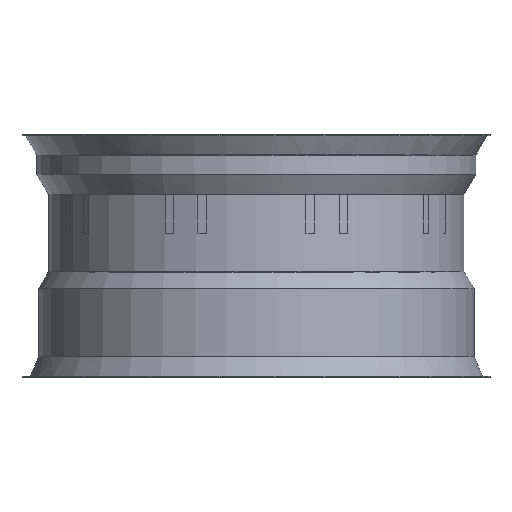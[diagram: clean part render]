
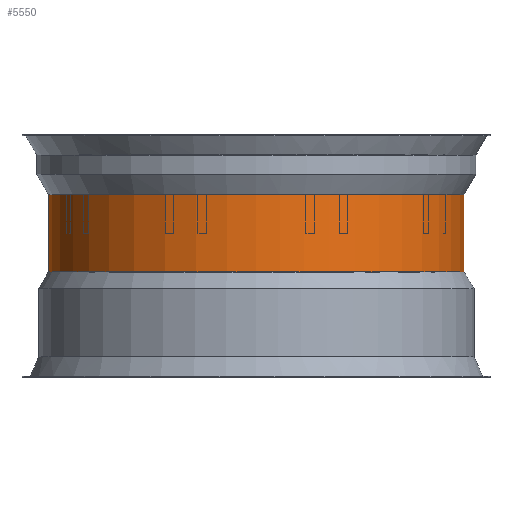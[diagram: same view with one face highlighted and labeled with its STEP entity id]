
A CAD part, front view. The second image highlights one B-rep face of the part: STEP entity #5550.
In plain terms, the highlighted free-form (B-spline) face has degree [2, 1] with [9, 2] control points.
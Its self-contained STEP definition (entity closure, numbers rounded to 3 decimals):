
#5513 = EDGE_CURVE('',#5514,#5514,#5516,.T.);
#5514 = VERTEX_POINT('',#5515);
#5515 = CARTESIAN_POINT('',(0.,-253.807,
    -73.237));
#5516 = ( BOUNDED_CURVE() B_SPLINE_CURVE(2,(#5517,#5518,#5519,#5520,
#5521,#5522,#5523),.UNSPECIFIED.,.T.,.F.) B_SPLINE_CURVE_WITH_KNOTS((3,2
    ,2,3),(1.571,3.665,5.76,7.854),
.PIECEWISE_BEZIER_KNOTS.) CURVE() GEOMETRIC_REPRESENTATION_ITEM() 
RATIONAL_B_SPLINE_CURVE((1.,0.5,1.,0.5,1.,0.5,1.)) REPRESENTATION_ITEM(
  '') );
#5517 = CARTESIAN_POINT('',(0.,-253.807,
    -73.237));
#5518 = CARTESIAN_POINT('',(-439.606,-253.807,
    -73.237));
#5519 = CARTESIAN_POINT('',(-219.803,126.903,
    -73.237));
#5520 = CARTESIAN_POINT('',(0.,507.613,
    -73.237));
#5521 = CARTESIAN_POINT('',(219.803,126.903,
    -73.237));
#5522 = CARTESIAN_POINT('',(439.606,-253.807,
    -73.237));
#5523 = CARTESIAN_POINT('',(0.,-253.807,
    -73.237));
#5550 = ADVANCED_FACE('',(#5551),#5572,.T.);
#5551 = FACE_BOUND('',#5552,.T.);
#5552 = EDGE_LOOP('',(#5553,#5565,#5570,#5571));
#5553 = ORIENTED_EDGE('',*,*,#5554,.F.);
#5554 = EDGE_CURVE('',#5555,#5555,#5557,.T.);
#5555 = VERTEX_POINT('',#5556);
#5556 = CARTESIAN_POINT('',(0.,-253.807,
    -167.35));
#5557 = ( BOUNDED_CURVE() B_SPLINE_CURVE(2,(#5558,#5559,#5560,#5561,
#5562,#5563,#5564),.UNSPECIFIED.,.T.,.F.) B_SPLINE_CURVE_WITH_KNOTS((3,2
    ,2,3),(1.571,3.665,5.76,7.854),
.PIECEWISE_BEZIER_KNOTS.) CURVE() GEOMETRIC_REPRESENTATION_ITEM() 
RATIONAL_B_SPLINE_CURVE((1.,0.5,1.,0.5,1.,0.5,1.)) REPRESENTATION_ITEM(
  '') );
#5558 = CARTESIAN_POINT('',(0.,-253.807,
    -167.35));
#5559 = CARTESIAN_POINT('',(-439.606,-253.807,
    -167.35));
#5560 = CARTESIAN_POINT('',(-219.803,126.903,
    -167.35));
#5561 = CARTESIAN_POINT('',(0.,507.613,
    -167.35));
#5562 = CARTESIAN_POINT('',(219.803,126.903,
    -167.35));
#5563 = CARTESIAN_POINT('',(439.606,-253.807,
    -167.35));
#5564 = CARTESIAN_POINT('',(0.,-253.807,
    -167.35));
#5565 = ORIENTED_EDGE('',*,*,#5566,.T.);
#5566 = EDGE_CURVE('',#5555,#5514,#5567,.T.);
#5567 = B_SPLINE_CURVE_WITH_KNOTS('',1,(#5568,#5569),.UNSPECIFIED.,.F.,
  .F.,(2,2),(-39.732,39.732),.PIECEWISE_BEZIER_KNOTS.);
#5568 = CARTESIAN_POINT('',(0.,-253.807,
    -167.35));
#5569 = CARTESIAN_POINT('',(0.,-253.807,
    -73.237));
#5570 = ORIENTED_EDGE('',*,*,#5513,.T.);
#5571 = ORIENTED_EDGE('',*,*,#5566,.F.);
#5572 = ( BOUNDED_SURFACE() B_SPLINE_SURFACE(2,1,(
    (#5573,#5574)
    ,(#5575,#5576)
    ,(#5577,#5578)
    ,(#5579,#5580)
    ,(#5581,#5582)
    ,(#5583,#5584)
    ,(#5585,#5586)
    ,(#5587,#5588)
    ,(#5589,#5590
)),.UNSPECIFIED.,.T.,.F.,.F.) B_SPLINE_SURFACE_WITH_KNOTS((3,2,2,2,3),(2
    ,2),(-3.142,-2.094,0.,2.094,3.142)
  ,(-39.732,39.732),.UNSPECIFIED.) 
GEOMETRIC_REPRESENTATION_ITEM() RATIONAL_B_SPLINE_SURFACE((
    (0.75,0.75)
    ,(0.75,0.75)
    ,(1.,1.)
    ,(0.5,0.5)
    ,(1.,1.)
    ,(0.5,0.5)
    ,(1.,1.)
    ,(0.75,0.75)
,(0.75,0.75))) REPRESENTATION_ITEM('') SURFACE() );
#5573 = CARTESIAN_POINT('',(0.,-253.807,-73.237));
#5574 = CARTESIAN_POINT('',(0.,-253.807,-167.35));
#5575 = CARTESIAN_POINT('',(-146.535,-253.807,
    -73.237));
#5576 = CARTESIAN_POINT('',(-146.535,-253.807,
    -167.35));
#5577 = CARTESIAN_POINT('',(-219.803,-126.903,
    -73.237));
#5578 = CARTESIAN_POINT('',(-219.803,-126.903,
    -167.35));
#5579 = CARTESIAN_POINT('',(-439.606,253.807,
    -73.237));
#5580 = CARTESIAN_POINT('',(-439.606,253.807,
    -167.35));
#5581 = CARTESIAN_POINT('',(0.,253.807,-73.237));
#5582 = CARTESIAN_POINT('',(0.,253.807,-167.35));
#5583 = CARTESIAN_POINT('',(439.606,253.807,
    -73.237));
#5584 = CARTESIAN_POINT('',(439.606,253.807,
    -167.35));
#5585 = CARTESIAN_POINT('',(219.803,-126.903,
    -73.237));
#5586 = CARTESIAN_POINT('',(219.803,-126.903,
    -167.35));
#5587 = CARTESIAN_POINT('',(146.535,-253.807,
    -73.237));
#5588 = CARTESIAN_POINT('',(146.535,-253.807,
    -167.35));
#5589 = CARTESIAN_POINT('',(0.,-253.807,-73.237));
#5590 = CARTESIAN_POINT('',(0.,-253.807,-167.35));
